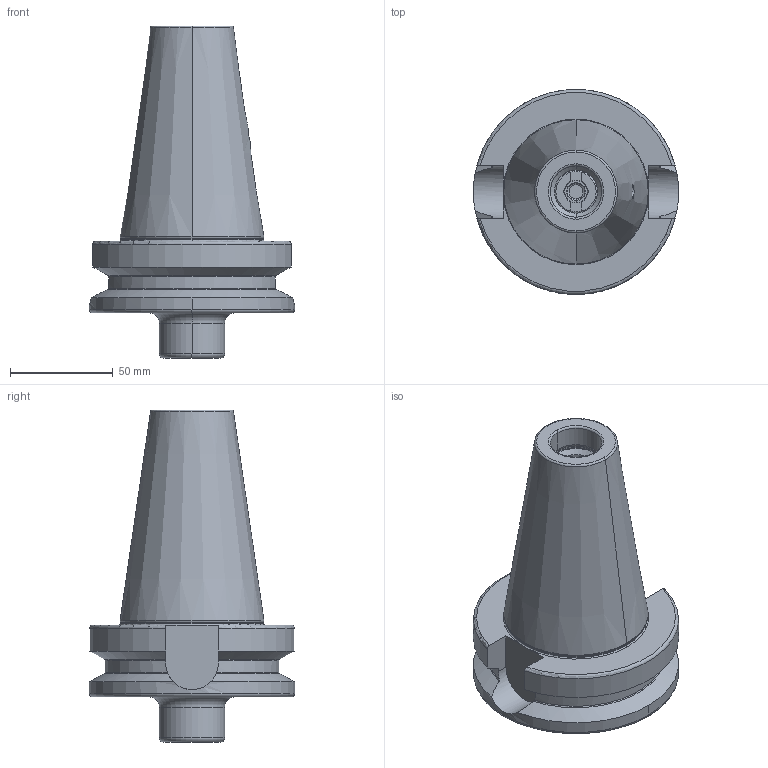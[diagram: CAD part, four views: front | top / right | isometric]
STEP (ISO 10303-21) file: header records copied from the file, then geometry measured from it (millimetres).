
FILE_DESCRIPTION((''),'2;1');
FILE_NAME('505_08_02','2020-07-30T',('101107'),(''),'CREO PARAMETRIC BY PTC INC, 2016260','CREO PARAMETRIC BY PTC INC, 2016260','');
FILE_SCHEMA(('CONFIG_CONTROL_DESIGN'));
Length unit declared in the file: millimetre
Products named in the file (1): 505_08_02
Bounding box: 100 x 100 x 161.8 mm (x, y, z)
Volume: 476817.4 mm3; surface area: 58205.5 mm2
Topology: 1 solids, 1 shells, 147 faces, 344 edges, 211 vertices
Faces by surface type: plane 43, cone 38, cylinder 38, torus 28
Entity records: 4540 total; most frequent: CARTESIAN_POINT 1120, DIRECTION 744, ORIENTED_EDGE 688, EDGE_CURVE 344, AXIS2_PLACEMENT_3D 313, VERTEX_POINT 211, CIRCLE 163, EDGE_LOOP 159
